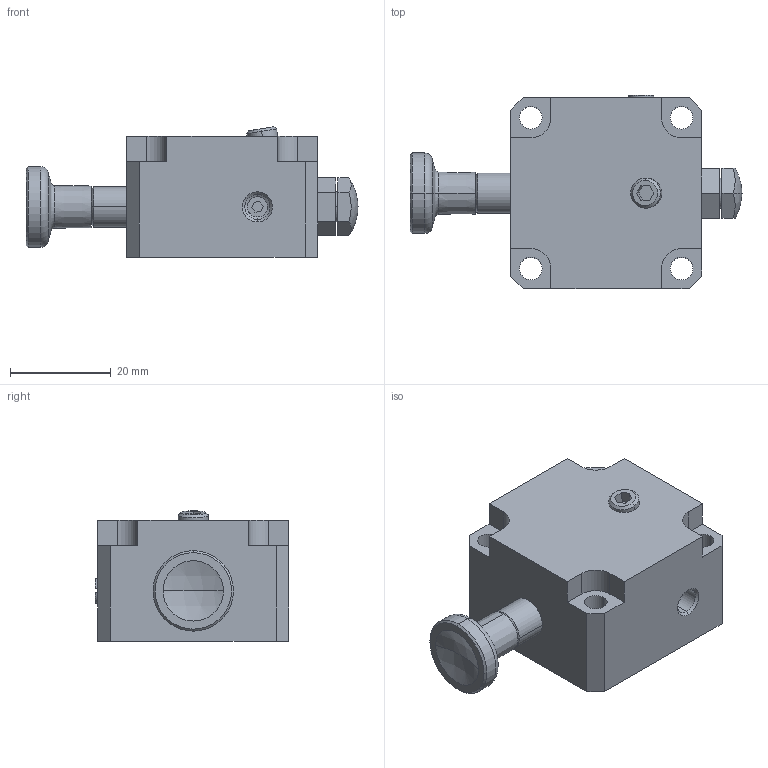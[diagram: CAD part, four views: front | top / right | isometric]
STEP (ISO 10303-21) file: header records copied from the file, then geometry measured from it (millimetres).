
FILE_DESCRIPTION (( 'STEP AP203' ), '1' );
FILE_NAME ('bj351-06001a.STEP', '2021-10-25T01:24:17', ( '' ), ( '' ), 'SwSTEP 2.0', 'SolidWorks 2020', '' );
FILE_SCHEMA (( 'CONFIG_CONTROL_DESIGN' ));
Length unit declared in the file: millimetre
Products named in the file (4): bj351-06001a; bj351-06001a_02; bj351-06001a_03; bj351-06001a_01
Assembly tree (3 placements, depth 2):
  bj351-06001a
    bj351-06001a_01
    bj351-06001a_02
    bj351-06001a_03
Bounding box: 66 x 38.5 x 25.93 mm (x, y, z)
Volume: 33778.1 mm3; surface area: 12436 mm2
Topology: 3 solids, 8 shells, 177 faces, 418 edges, 267 vertices
Faces by surface type: plane 84, cylinder 47, cone 36, torus 6, sphere 4
Entity records: 5516 total; most frequent: DIRECTION 928, CARTESIAN_POINT 902, ORIENTED_EDGE 832, EDGE_CURVE 416, AXIS2_PLACEMENT_3D 341, VERTEX_POINT 267, VECTOR 246, LINE 246
